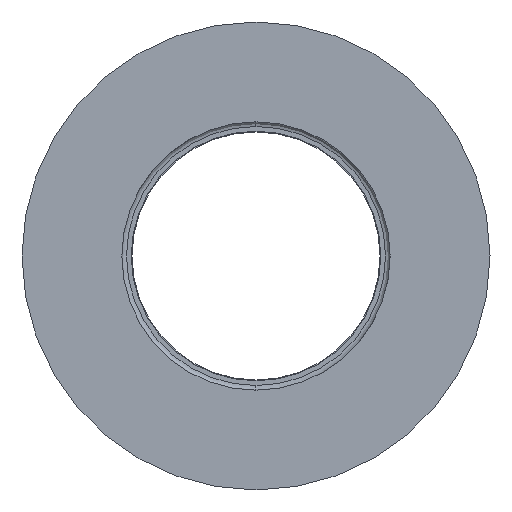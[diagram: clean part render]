
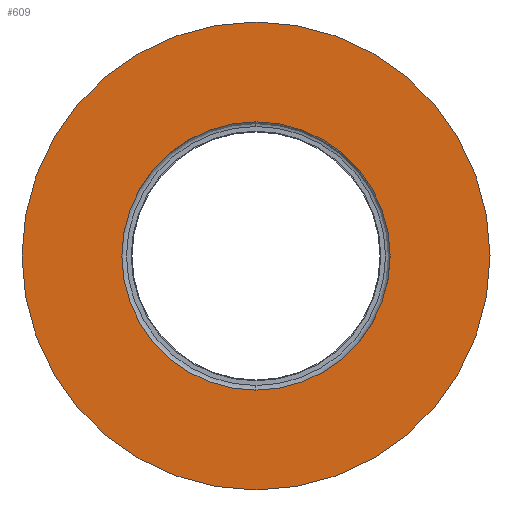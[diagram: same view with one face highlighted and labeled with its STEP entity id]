
A CAD part, left-side view. The second image highlights one B-rep face of the part: STEP entity #609.
In plain terms, the highlighted planar face has unit normal (-1, 0, 0).
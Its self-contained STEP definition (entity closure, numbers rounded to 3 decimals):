
#31 = DIRECTION ( 'NONE',  ( 0., 0., 1. ) ) ;
#33 = EDGE_CURVE ( 'NONE', #127, #689, #2131, .T. ) ;
#49 = VERTEX_POINT ( 'NONE', #1202 ) ;
#51 = CARTESIAN_POINT ( 'NONE',  ( -15., 0., -15. ) ) ;
#127 = VERTEX_POINT ( 'NONE', #1411 ) ;
#198 = CARTESIAN_POINT ( 'NONE',  ( -15., 0., -8.6 ) ) ;
#307 = CARTESIAN_POINT ( 'NONE',  ( -15., 0., 0. ) ) ;
#321 = FACE_OUTER_BOUND ( 'NONE', #974, .T. ) ;
#444 = DIRECTION ( 'NONE',  ( 0., 0., -1. ) ) ;
#456 = DIRECTION ( 'NONE',  ( 1., 0., 0. ) ) ;
#470 = CARTESIAN_POINT ( 'NONE',  ( -15., 8.6, 0. ) ) ;
#571 = DIRECTION ( 'NONE',  ( 0., 0., 1. ) ) ;
#609 = ADVANCED_FACE ( 'NONE', ( #2184, #321 ), #1173, .F. ) ;
#622 = EDGE_LOOP ( 'NONE', ( #1044, #2718 ) ) ;
#687 = DIRECTION ( 'NONE',  ( -1., 0., 0. ) ) ;
#689 = VERTEX_POINT ( 'NONE', #198 ) ;
#842 = AXIS2_PLACEMENT_3D ( 'NONE', #1274, #2870, #1506 ) ;
#974 = EDGE_LOOP ( 'NONE', ( #2978, #2576 ) ) ;
#1037 = CIRCLE ( 'NONE', #842, 15. ) ;
#1044 = ORIENTED_EDGE ( 'NONE', *, *, #33, .F. ) ;
#1060 = CARTESIAN_POINT ( 'NONE',  ( -15., 0., 0. ) ) ;
#1112 = VERTEX_POINT ( 'NONE', #51 ) ;
#1173 = PLANE ( 'NONE',  #2631 ) ;
#1202 = CARTESIAN_POINT ( 'NONE',  ( -15., 0., 15. ) ) ;
#1274 = CARTESIAN_POINT ( 'NONE',  ( -15., 0., 0. ) ) ;
#1411 = CARTESIAN_POINT ( 'NONE',  ( -15., 0., 8.6 ) ) ;
#1473 = EDGE_CURVE ( 'NONE', #1112, #49, #2273, .T. ) ;
#1506 = DIRECTION ( 'NONE',  ( 0., 0., 1. ) ) ;
#1623 = AXIS2_PLACEMENT_3D ( 'NONE', #307, #2022, #571 ) ;
#1653 = AXIS2_PLACEMENT_3D ( 'NONE', #1060, #2447, #31 ) ;
#1862 = AXIS2_PLACEMENT_3D ( 'NONE', #2115, #687, #2339 ) ;
#2022 = DIRECTION ( 'NONE',  ( -1., 0., 0. ) ) ;
#2115 = CARTESIAN_POINT ( 'NONE',  ( -15., 0., 0. ) ) ;
#2131 = CIRCLE ( 'NONE', #1653, 8.6 ) ;
#2172 = CIRCLE ( 'NONE', #1862, 8.6 ) ;
#2184 = FACE_BOUND ( 'NONE', #622, .T. ) ;
#2273 = CIRCLE ( 'NONE', #1623, 15. ) ;
#2339 = DIRECTION ( 'NONE',  ( 0., 0., 1. ) ) ;
#2447 = DIRECTION ( 'NONE',  ( -1., 0., 0. ) ) ;
#2556 = EDGE_CURVE ( 'NONE', #49, #1112, #1037, .T. ) ;
#2576 = ORIENTED_EDGE ( 'NONE', *, *, #1473, .T. ) ;
#2631 = AXIS2_PLACEMENT_3D ( 'NONE', #470, #456, #444 ) ;
#2718 = ORIENTED_EDGE ( 'NONE', *, *, #2837, .F. ) ;
#2837 = EDGE_CURVE ( 'NONE', #689, #127, #2172, .T. ) ;
#2870 = DIRECTION ( 'NONE',  ( -1., 0., 0. ) ) ;
#2978 = ORIENTED_EDGE ( 'NONE', *, *, #2556, .T. ) ;
